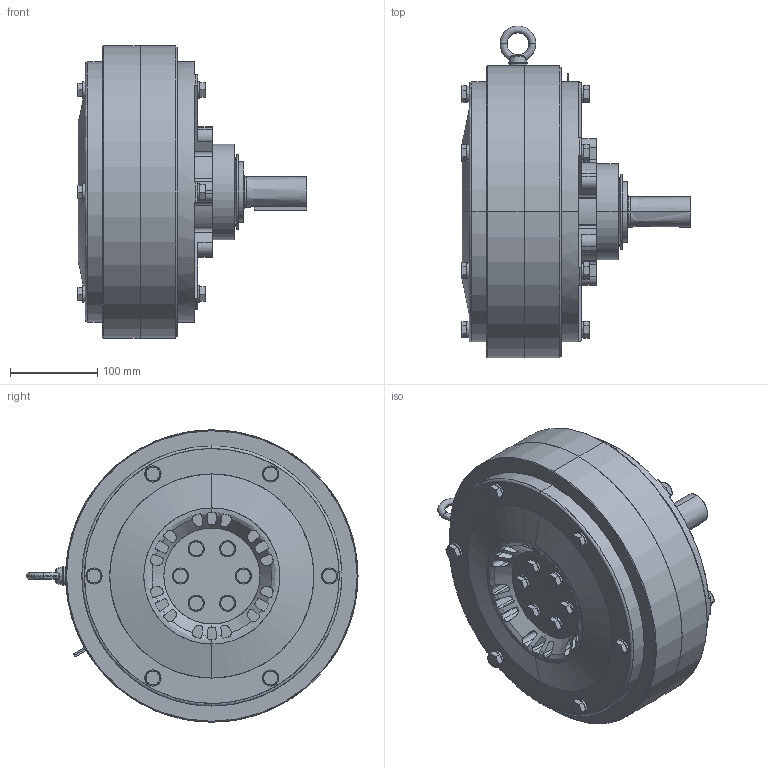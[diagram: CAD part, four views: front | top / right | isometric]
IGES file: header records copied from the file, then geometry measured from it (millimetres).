
Start section: SolidWorks IGES file using analytic representation for surfaces
Global section: file name: YPP616677.IGS; native system: SolidWorks 2018; preprocessor: SolidWorks 2018; author: z04056; date: 211204.093122; units: millimetre
Bounding box: 262.9 x 380.48 x 335 mm (x, y, z)
Surface area: 595446.2 mm2 (no closed solid volume)
Topology: 0 solids, 0 shells, 1012 faces, 13693 edges, 13669 vertices
Faces by surface type: revolution 533, bspline 479
